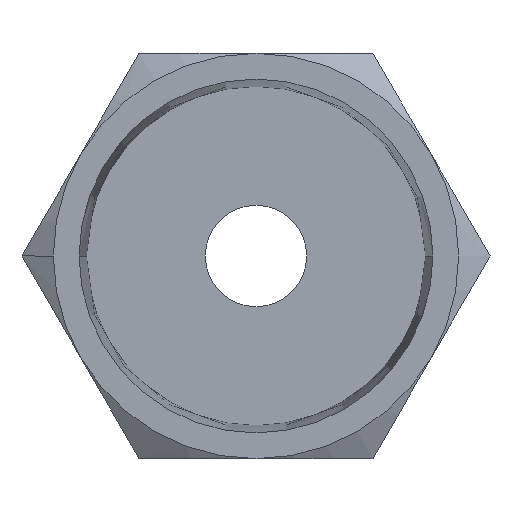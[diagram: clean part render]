
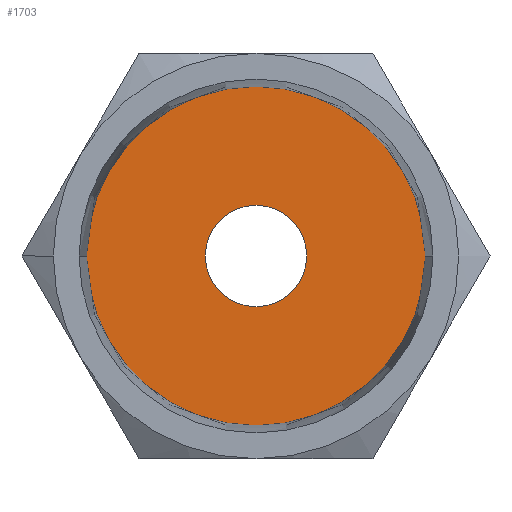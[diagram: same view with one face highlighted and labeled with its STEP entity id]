
A CAD part, front view. The second image highlights one B-rep face of the part: STEP entity #1703.
In plain terms, the highlighted planar face has unit normal (0, -1, 0).
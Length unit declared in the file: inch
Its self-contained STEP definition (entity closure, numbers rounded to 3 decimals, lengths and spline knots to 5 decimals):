
#42 = DIRECTION ( 'NONE',  ( 1., 0., 0. ) ) ;
#78 = VERTEX_POINT ( 'NONE', #578 ) ;
#217 = CIRCLE ( 'NONE', #3683, 0.39527 ) ;
#433 = CIRCLE ( 'NONE', #1541, 0.11811 ) ;
#507 = ORIENTED_EDGE ( 'NONE', *, *, #1244, .T. ) ;
#578 = CARTESIAN_POINT ( 'NONE',  ( 0.11811, -0.07874, 0. ) ) ;
#629 = DIRECTION ( 'NONE',  ( 0., 1., 0. ) ) ;
#670 = CARTESIAN_POINT ( 'NONE',  ( 0., -0.07874, 0. ) ) ;
#830 = CARTESIAN_POINT ( 'NONE',  ( -0.39527, -0.07874, 0. ) ) ;
#968 = DIRECTION ( 'NONE',  ( 1., 0., 0. ) ) ;
#1244 = EDGE_CURVE ( 'NONE', #78, #2751, #2721, .T. ) ;
#1277 = CARTESIAN_POINT ( 'NONE',  ( 0.39527, -0.07874, 0. ) ) ;
#1338 = VERTEX_POINT ( 'NONE', #1277 ) ;
#1442 = ORIENTED_EDGE ( 'NONE', *, *, #2053, .T. ) ;
#1492 = DIRECTION ( 'NONE',  ( 0., -1., 0. ) ) ;
#1541 = AXIS2_PLACEMENT_3D ( 'NONE', #2395, #629, #2672 ) ;
#1617 = DIRECTION ( 'NONE',  ( 0., -1., 0. ) ) ;
#1703 = ADVANCED_FACE ( 'NONE', ( #2289, #3728 ), #2901, .T. ) ;
#1758 = EDGE_LOOP ( 'NONE', ( #3639, #2202 ) ) ;
#1823 = DIRECTION ( 'NONE',  ( 0., -1., 0. ) ) ;
#2053 = EDGE_CURVE ( 'NONE', #2751, #78, #433, .T. ) ;
#2175 = CIRCLE ( 'NONE', #3273, 0.39527 ) ;
#2202 = ORIENTED_EDGE ( 'NONE', *, *, #3186, .T. ) ;
#2289 = FACE_BOUND ( 'NONE', #3685, .T. ) ;
#2395 = CARTESIAN_POINT ( 'NONE',  ( 0., -0.07874, 0. ) ) ;
#2672 = DIRECTION ( 'NONE',  ( 1., 0., 0. ) ) ;
#2717 = DIRECTION ( 'NONE',  ( 0., 1., 0. ) ) ;
#2721 = CIRCLE ( 'NONE', #2925, 0.11811 ) ;
#2751 = VERTEX_POINT ( 'NONE', #3513 ) ;
#2842 = EDGE_CURVE ( 'NONE', #1338, #3420, #217, .T. ) ;
#2901 = PLANE ( 'NONE',  #3682 ) ;
#2925 = AXIS2_PLACEMENT_3D ( 'NONE', #670, #2717, #968 ) ;
#3186 = EDGE_CURVE ( 'NONE', #3420, #1338, #2175, .T. ) ;
#3213 = CARTESIAN_POINT ( 'NONE',  ( 0.25669, -0.07874, 0. ) ) ;
#3273 = AXIS2_PLACEMENT_3D ( 'NONE', #3351, #1617, #3636 ) ;
#3351 = CARTESIAN_POINT ( 'NONE',  ( 0., -0.07874, 0. ) ) ;
#3420 = VERTEX_POINT ( 'NONE', #830 ) ;
#3513 = CARTESIAN_POINT ( 'NONE',  ( -0.11811, -0.07874, 0. ) ) ;
#3520 = DIRECTION ( 'NONE',  ( 0., 0., -1. ) ) ;
#3572 = CARTESIAN_POINT ( 'NONE',  ( 0., -0.07874, 0. ) ) ;
#3636 = DIRECTION ( 'NONE',  ( 1., 0., 0. ) ) ;
#3639 = ORIENTED_EDGE ( 'NONE', *, *, #2842, .T. ) ;
#3682 = AXIS2_PLACEMENT_3D ( 'NONE', #3213, #1492, #3520 ) ;
#3683 = AXIS2_PLACEMENT_3D ( 'NONE', #3572, #1823, #42 ) ;
#3685 = EDGE_LOOP ( 'NONE', ( #507, #1442 ) ) ;
#3728 = FACE_OUTER_BOUND ( 'NONE', #1758, .T. ) ;
